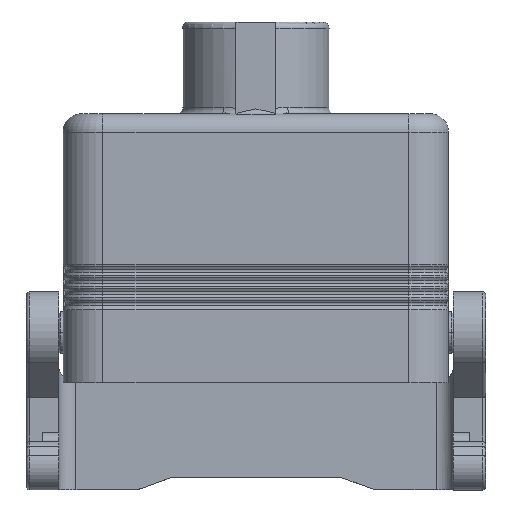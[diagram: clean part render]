
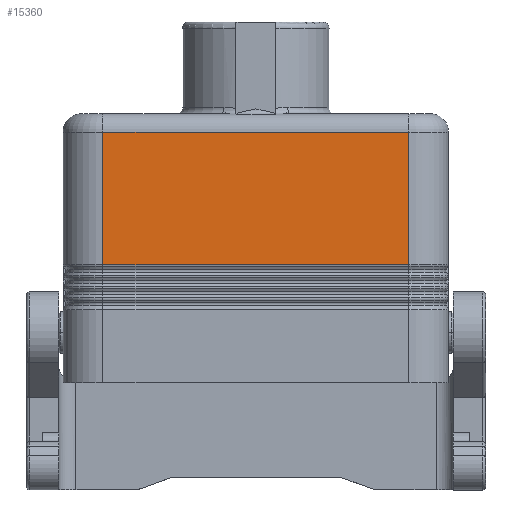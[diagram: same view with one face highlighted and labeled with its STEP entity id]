
A CAD part, left-side view. The second image highlights one B-rep face of the part: STEP entity #15360.
In plain terms, the highlighted planar face has unit normal (-1, 0, 0).
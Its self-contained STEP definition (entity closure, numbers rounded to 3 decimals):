
#14970=CARTESIAN_POINT('',(-11.8,-52.25,0.));
#14980=DIRECTION('',(-1.,0.,0.));
#14990=DIRECTION('',(0.,1.,0.));
#15000=AXIS2_PLACEMENT_3D('',#14970,#14980,#14990);
#15010=PLANE('',#15000);
#15020=CARTESIAN_POINT('',(-11.8,4.25,0.));
#15030=DIRECTION('',(0.,0.,1.));
#15040=VECTOR('',#15030,1.);
#15050=LINE('',#15020,#15040);
#15060=CARTESIAN_POINT('',(-11.8,4.25,19.33));
#15070=VERTEX_POINT('',#15060);
#15080=CARTESIAN_POINT('',(-11.8,4.25,41.));
#15090=VERTEX_POINT('',#15080);
#15100=EDGE_CURVE('',#15070,#15090,#15050,.T.);
#15110=ORIENTED_EDGE('',*,*,#15100,.F.);
#15120=CARTESIAN_POINT('',(-11.8,0.,41.));
#15130=DIRECTION('',(0.,1.,0.));
#15140=VECTOR('',#15130,1.);
#15150=LINE('',#15120,#15140);
#15160=CARTESIAN_POINT('',(-11.8,-45.75,41.));
#15170=VERTEX_POINT('',#15160);
#15180=EDGE_CURVE('',#15170,#15090,#15150,.T.);
#15190=ORIENTED_EDGE('',*,*,#15180,.T.);
#15200=CARTESIAN_POINT('',(-11.8,-45.75,0.));
#15210=DIRECTION('',(0.,0.,1.));
#15220=VECTOR('',#15210,1.);
#15230=LINE('',#15200,#15220);
#15240=CARTESIAN_POINT('',(-11.8,-45.75,19.33));
#15250=VERTEX_POINT('',#15240);
#15260=EDGE_CURVE('',#15250,#15170,#15230,.T.);
#15270=ORIENTED_EDGE('',*,*,#15260,.T.);
#15280=CARTESIAN_POINT('',(-11.8,-45.75,19.33));
#15290=DIRECTION('',(0.,1.,0.));
#15300=VECTOR('',#15290,1.);
#15310=LINE('',#15280,#15300);
#15320=EDGE_CURVE('',#15250,#15070,#15310,.T.);
#15330=ORIENTED_EDGE('',*,*,#15320,.F.);
#15340=EDGE_LOOP('',(#15330,#15270,#15190,#15110));
#15350=FACE_OUTER_BOUND('',#15340,.T.);
#15360=ADVANCED_FACE('',(#15350),#15010,.T.);
